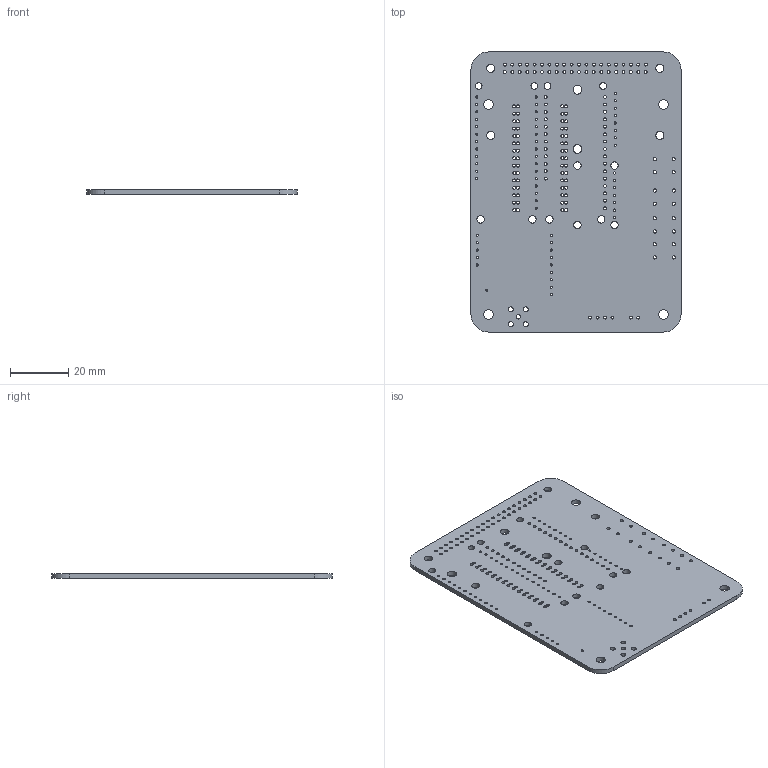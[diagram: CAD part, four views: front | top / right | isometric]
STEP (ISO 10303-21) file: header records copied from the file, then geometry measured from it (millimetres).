
FILE_DESCRIPTION(('KiCad electronic assembly'),'2;1');
FILE_NAME('Pioneer Controller.step','2022-10-01T23:36:36',('Pcbnew'),( 'Kicad'),'Open CASCADE STEP processor 7.6','KiCad to STEP converter' ,'Unknown');
FILE_SCHEMA(('AUTOMOTIVE_DESIGN { 1 0 10303 214 1 1 1 1 }'));
Length unit declared in the file: millimetre
Products named in the file (2): Pioneer Controller 1; Pioneer Controller PCB
Assembly tree (1 placements, depth 2):
  Pioneer Controller 1
    Pioneer Controller PCB
Bounding box: 72 x 96 x 1.6 mm (x, y, z)
Volume: 10553.4 mm3; surface area: 15037.1 mm2
Topology: 1 solids, 1 shells, 245 faces, 729 edges, 486 vertices
Faces by surface type: cylinder 239, plane 6
Full cylindrical faces by diameter (mm): 0.762 x58, 1 x134, 1.1 x16, 1.5 x1, 1.7 x4, 2.286 x4, 2.54 x8, 2.75 x4, 3.048 x2, 3.2 x4
Entity records: 18985 total; most frequent: DIRECTION 3159, CARTESIAN_POINT 2920, ORIENTED_EDGE 1458, PCURVE 1458, DEFINITIONAL_REPRESENTATION 1458, LINE 1231, VECTOR 1231, CIRCLE 956
